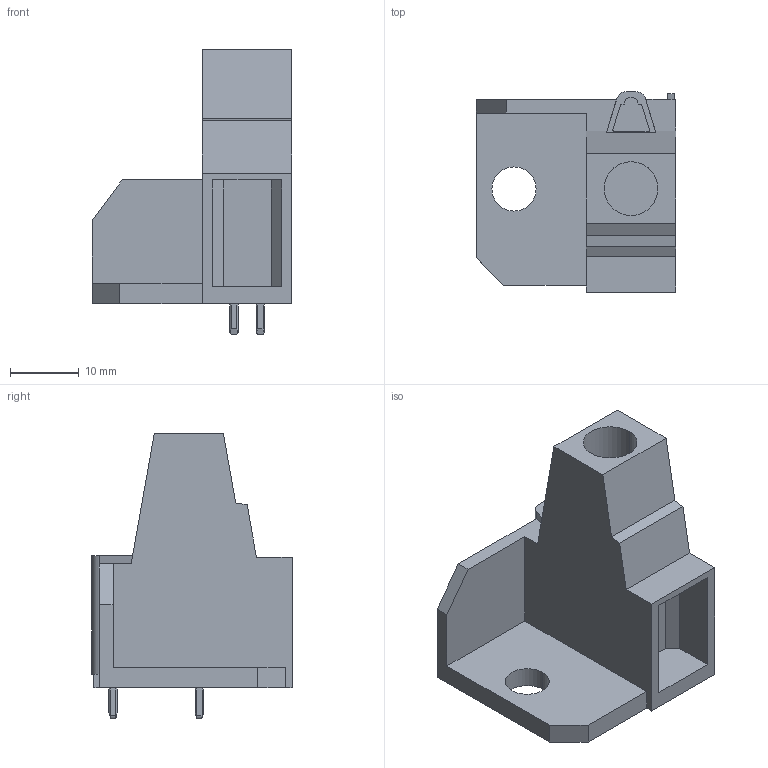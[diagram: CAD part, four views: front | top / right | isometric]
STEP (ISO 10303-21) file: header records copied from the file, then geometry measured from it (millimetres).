
FILE_DESCRIPTION(('CATIA V5 STEP Exchange','CAx-IF Rec.Pracs.--- Model Styling and Organization---1.2---2011-12-15'),'2;1');
FILE_NAME ('D1449872_0_1226590000_1226590000.stp','2018-09-21T16:35:51+00:00',('none'),('Weidmueller'),'CATIA Version 5-6 Release 2014','CATIA V5 STEP AP214','none');
FILE_SCHEMA(('AUTOMOTIVE_DESIGN { 1 0 10303 214 1 1 1 1 }'));
Length unit declared in the file: millimetre
Products named in the file (1): 1226590000
Bounding box: 29 x 29.1 x 41.5 mm (x, y, z)
Volume: 10466.6 mm3; surface area: 5199.8 mm2
Topology: 5 solids, 5 shells, 108 faces, 285 edges, 190 vertices
Faces by surface type: plane 75, cylinder 33
Entity records: 3403 total; most frequent: CARTESIAN_POINT 861, ORIENTED_EDGE 570, DIRECTION 415, EDGE_CURVE 285, VECTOR 203, LINE 203, VERTEX_POINT 190, AXIS2_PLACEMENT_3D 124
